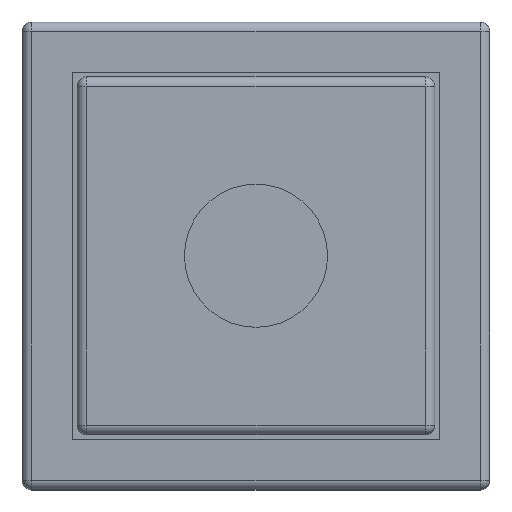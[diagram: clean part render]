
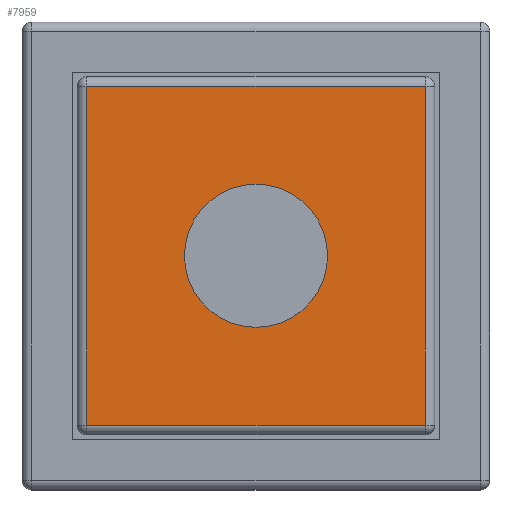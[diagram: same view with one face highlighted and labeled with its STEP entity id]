
A CAD part, top view. The second image highlights one B-rep face of the part: STEP entity #7959.
In plain terms, the highlighted planar face has unit normal (0, 0, 1).
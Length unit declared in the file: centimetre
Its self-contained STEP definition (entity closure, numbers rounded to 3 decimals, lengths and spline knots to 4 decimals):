
#51=FACE_BOUND('',#861,.T.);
#74=PLANE('',#8417);
#431=FACE_OUTER_BOUND('',#860,.T.);
#860=EDGE_LOOP('',(#5559,#5560,#5561,#5562));
#861=EDGE_LOOP('',(#5563));
#1311=LINE('',#11225,#2366);
#1313=LINE('',#11228,#2368);
#1317=LINE('',#11237,#2372);
#1321=LINE('',#11246,#2376);
#2366=VECTOR('',#9027,1.);
#2368=VECTOR('',#9031,1.);
#2372=VECTOR('',#9041,1.);
#2376=VECTOR('',#9051,1.);
#3395=CIRCLE('',#8383,0.15);
#3517=VERTEX_POINT('',#11136);
#3544=VERTEX_POINT('',#11193);
#3547=VERTEX_POINT('',#11200);
#3549=VERTEX_POINT('',#11205);
#3551=VERTEX_POINT('',#11211);
#4283=EDGE_CURVE('',#3517,#3517,#3395,.T.);
#4324=EDGE_CURVE('',#3549,#3551,#1311,.T.);
#4326=EDGE_CURVE('',#3551,#3547,#1313,.T.);
#4331=EDGE_CURVE('',#3544,#3549,#1317,.T.);
#4336=EDGE_CURVE('',#3547,#3544,#1321,.T.);
#5559=ORIENTED_EDGE('',*,*,#4324,.F.);
#5560=ORIENTED_EDGE('',*,*,#4331,.F.);
#5561=ORIENTED_EDGE('',*,*,#4336,.F.);
#5562=ORIENTED_EDGE('',*,*,#4326,.F.);
#5563=ORIENTED_EDGE('',*,*,#4283,.T.);
#7959=ADVANCED_FACE('',(#431,#51),#74,.T.);
#8383=AXIS2_PLACEMENT_3D('',#11137,#8954,#8955);
#8417=AXIS2_PLACEMENT_3D('',#11257,#9064,#9065);
#8954=DIRECTION('center_axis',(0.,0.,
-1.));
#8955=DIRECTION('ref_axis',(0.,-1.,0.));
#9027=DIRECTION('',(1.,0.,0.));
#9031=DIRECTION('',(0.,-1.,0.));
#9041=DIRECTION('',(0.,1.,0.));
#9051=DIRECTION('',(-1.,0.,0.));
#9064=DIRECTION('center_axis',(0.,0.,
1.));
#9065=DIRECTION('ref_axis',(0.,1.,0.));
#11136=CARTESIAN_POINT('',(0.,0.15,0.96));
#11137=CARTESIAN_POINT('Origin',(0.,0.,
0.96));
#11193=CARTESIAN_POINT('',(-0.355,-0.355,0.96));
#11200=CARTESIAN_POINT('',(0.355,-0.355,0.96));
#11205=CARTESIAN_POINT('',(-0.355,0.355,0.96));
#11211=CARTESIAN_POINT('',(0.355,0.355,0.96));
#11225=CARTESIAN_POINT('',(-0.1875,0.355,0.96));
#11228=CARTESIAN_POINT('',(0.355,0.1875,0.96));
#11237=CARTESIAN_POINT('',(-0.355,-0.1875,0.96));
#11246=CARTESIAN_POINT('',(0.1875,-0.355,0.96));
#11257=CARTESIAN_POINT('Origin',(0.,0.,
0.96));
